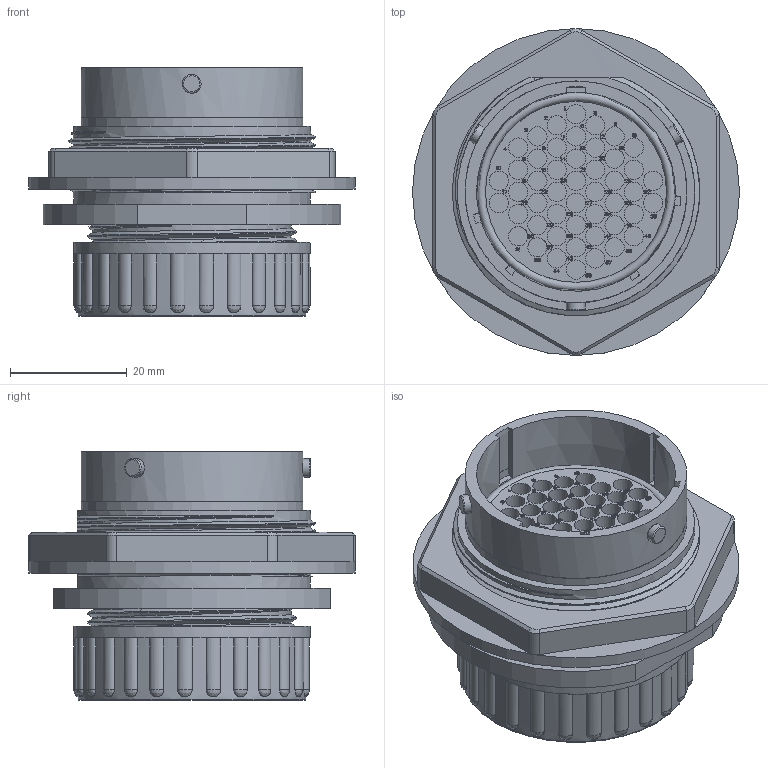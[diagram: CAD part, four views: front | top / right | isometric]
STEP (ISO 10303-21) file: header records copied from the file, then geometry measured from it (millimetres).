
FILE_DESCRIPTION(/* description */ (''),/* implementation_level */ '2;1');
FILE_NAME(/* name */ '22222.stp',/* time_stamp */ '2024-01-30T17:33:30+08:00',/* author */ (''),/* organization */ (''),/* preprocessor_version */ 'ST-DEVELOPER v18.1',/* originating_system */ 'SIEMENS PLM Software NX 1980',/* authorisation */ '');
FILE_SCHEMA (('AUTOMOTIVE_DESIGN { 1 0 10303 214 3 1 1 1 }'));
Products named in the file (1): 22222
Bounding box: 56 x 56 x 42.6 mm (x, y, z)
Volume: 49472.4 mm3; surface area: 17380.3 mm2
Topology: 1 solids, 1 shells, 3561 faces, 10021 edges, 6653 vertices
Faces by surface type: plane 3271, cylinder 160, torus 54, bspline 37, extrusion 26, cone 13
Full cylindrical faces by diameter (mm): 1.3 x48, 3.2 x3, 3.3 x48, 28.8 x1, 31 x1, 34.02 x1, 38 x2, 39 x1, 40.5 x1, 56 x1
Entity records: 116586 total; most frequent: CARTESIAN_POINT 26214, ORIENTED_EDGE 19402, DIRECTION 16950, EDGE_CURVE 9701, VECTOR 9036, LINE 9010, VERTEX_POINT 6547, EDGE_LOOP 3976
